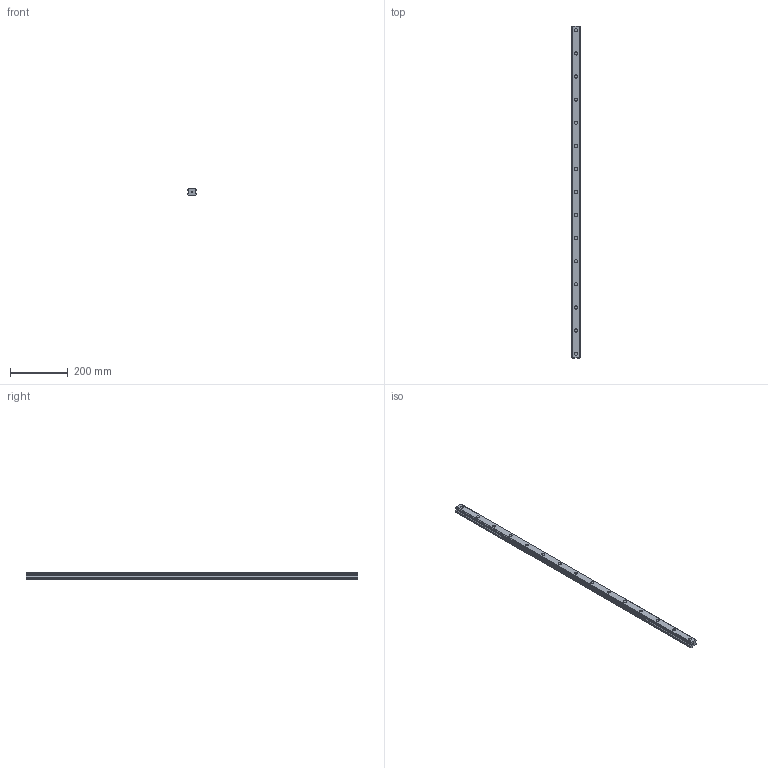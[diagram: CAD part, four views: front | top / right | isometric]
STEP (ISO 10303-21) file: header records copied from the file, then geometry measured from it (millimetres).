
FILE_DESCRIPTION(('STEP AP214'),'1');
FILE_NAME('cctmp_26642C4B-BAB6-4E51-9D96-90F7C125252A_2021_02_10_11_15_10_0112..stp','2021-02-10T10:15:10',('HIWIN GmbH'),('CADClick - www.CADClick.com'),'Spatial InterOp 3D',' ','unknown authorization');
FILE_SCHEMA(('AUTOMOTIVE_DESIGN'));
Length unit declared in the file: millimetre
Products named in the file (1): EGR30R1150C_FILE
Bounding box: 28 x 1150 x 23 mm (x, y, z)
Volume: 642129.2 mm3; surface area: 130250.5 mm2
Topology: 1 solids, 1 shells, 238 faces, 561 edges, 374 vertices
Faces by surface type: plane 130, cylinder 108
Entity records: 8829 total; most frequent: DIRECTION 1255, CARTESIAN_POINT 1174, ORIENTED_EDGE 1122, EDGE_CURVE 561, AXIS2_PLACEMENT_3D 455, VERTEX_POINT 374, LINE 345, VECTOR 345
